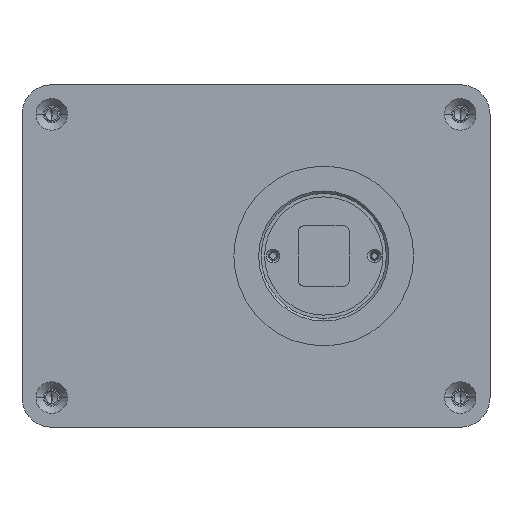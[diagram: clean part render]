
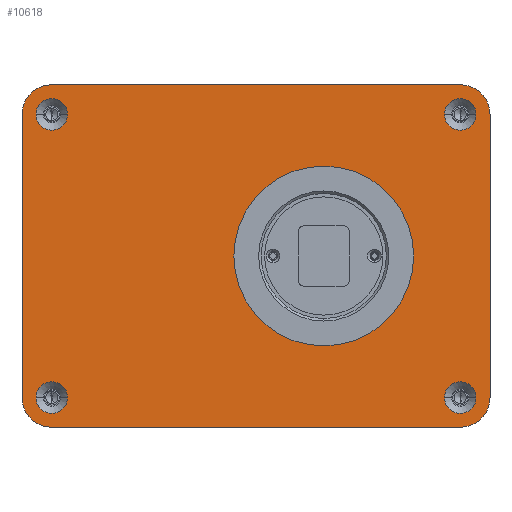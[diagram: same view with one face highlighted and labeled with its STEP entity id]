
A CAD part, left-side view. The second image highlights one B-rep face of the part: STEP entity #10618.
In plain terms, the highlighted planar face has unit normal (-1, 0, 0).
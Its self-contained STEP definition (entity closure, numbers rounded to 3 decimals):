
#2626=CARTESIAN_POINT('',(10.,0.,0.));
#2627=DIRECTION('',(1.,0.,0.));
#2628=DIRECTION('',(0.,-1.,0.));
#2629=AXIS2_PLACEMENT_3D('',#2626,#2627,#2628);
#2653=CARTESIAN_POINT('',(10.,-27.75,28.75));
#2654=DIRECTION('',(-1.,0.,0.));
#2655=DIRECTION('',(0.,-1.,0.));
#2656=AXIS2_PLACEMENT_3D('',#2653,#2654,#2655);
#2658=DIRECTION('',(0.,0.,1.));
#2659=VECTOR('',#2658,57.5);
#2660=CARTESIAN_POINT('',(10.,-33.75,-28.75));
#2661=LINE('',#2660,#2659);
#2662=CARTESIAN_POINT('',(10.,-27.75,-28.75));
#2663=DIRECTION('',(-1.,0.,0.));
#2664=DIRECTION('',(0.,0.,-1.));
#2665=AXIS2_PLACEMENT_3D('',#2662,#2663,#2664);
#2667=DIRECTION('',(0.,-1.,0.));
#2668=VECTOR('',#2667,83.);
#2669=CARTESIAN_POINT('',(10.,55.25,-34.75));
#2670=LINE('',#2669,#2668);
#2671=CARTESIAN_POINT('',(10.,55.25,-28.75));
#2672=DIRECTION('',(-1.,0.,0.));
#2673=DIRECTION('',(0.,1.,0.));
#2674=AXIS2_PLACEMENT_3D('',#2671,#2672,#2673);
#2676=DIRECTION('',(0.,0.,-1.));
#2677=VECTOR('',#2676,57.5);
#2678=CARTESIAN_POINT('',(10.,61.25,28.75));
#2679=LINE('',#2678,#2677);
#2680=CARTESIAN_POINT('',(10.,55.25,28.75));
#2681=DIRECTION('',(-1.,0.,0.));
#2682=DIRECTION('',(0.,0.,1.));
#2683=AXIS2_PLACEMENT_3D('',#2680,#2681,#2682);
#2685=DIRECTION('',(0.,1.,0.));
#2686=VECTOR('',#2685,83.);
#2687=CARTESIAN_POINT('',(10.,-27.75,34.75));
#2688=LINE('',#2687,#2686);
#2689=CARTESIAN_POINT('',(10.,55.2,-28.75));
#2690=DIRECTION('',(1.,0.,0.));
#2691=DIRECTION('',(0.,-1.,0.));
#2692=AXIS2_PLACEMENT_3D('',#2689,#2690,#2691);
#2694=CARTESIAN_POINT('',(10.,55.2,-28.75));
#2695=DIRECTION('',(1.,0.,0.));
#2696=DIRECTION('',(0.,1.,0.));
#2697=AXIS2_PLACEMENT_3D('',#2694,#2695,#2696);
#2699=CARTESIAN_POINT('',(10.,55.2,28.75));
#2700=DIRECTION('',(1.,0.,0.));
#2701=DIRECTION('',(0.,1.,0.));
#2702=AXIS2_PLACEMENT_3D('',#2699,#2700,#2701);
#2704=CARTESIAN_POINT('',(10.,55.2,28.75));
#2705=DIRECTION('',(1.,0.,0.));
#2706=DIRECTION('',(0.,-1.,0.));
#2707=AXIS2_PLACEMENT_3D('',#2704,#2705,#2706);
#2709=CARTESIAN_POINT('',(10.,-27.7,28.75));
#2710=DIRECTION('',(1.,0.,0.));
#2711=DIRECTION('',(0.,1.,0.));
#2712=AXIS2_PLACEMENT_3D('',#2709,#2710,#2711);
#2714=CARTESIAN_POINT('',(10.,-27.7,28.75));
#2715=DIRECTION('',(1.,0.,0.));
#2716=DIRECTION('',(0.,-1.,0.));
#2717=AXIS2_PLACEMENT_3D('',#2714,#2715,#2716);
#2719=CARTESIAN_POINT('',(10.,-27.7,-28.75));
#2720=DIRECTION('',(1.,0.,0.));
#2721=DIRECTION('',(0.,1.,0.));
#2722=AXIS2_PLACEMENT_3D('',#2719,#2720,#2721);
#2724=CARTESIAN_POINT('',(10.,-27.7,-28.75));
#2725=DIRECTION('',(1.,0.,0.));
#2726=DIRECTION('',(0.,-1.,0.));
#2727=AXIS2_PLACEMENT_3D('',#2724,#2725,#2726);
#2729=CARTESIAN_POINT('',(10.,0.,0.));
#2730=DIRECTION('',(1.,0.,0.));
#2731=DIRECTION('',(0.,1.,0.));
#2732=AXIS2_PLACEMENT_3D('',#2729,#2730,#2731);
#5123=CARTESIAN_POINT('',(10.,-18.25,0.));
#5124=CARTESIAN_POINT('',(10.,18.25,0.));
#5125=VERTEX_POINT('',#5123);
#5126=VERTEX_POINT('',#5124);
#5127=CARTESIAN_POINT('',(10.,-33.75,28.75));
#5128=CARTESIAN_POINT('',(10.,-27.75,34.75));
#5129=VERTEX_POINT('',#5127);
#5130=VERTEX_POINT('',#5128);
#5131=CARTESIAN_POINT('',(10.,-27.75,-34.75));
#5132=CARTESIAN_POINT('',(10.,-33.75,-28.75));
#5133=VERTEX_POINT('',#5131);
#5134=VERTEX_POINT('',#5132);
#5135=CARTESIAN_POINT('',(10.,61.25,-28.75));
#5136=CARTESIAN_POINT('',(10.,55.25,-34.75));
#5137=VERTEX_POINT('',#5135);
#5138=VERTEX_POINT('',#5136);
#5139=CARTESIAN_POINT('',(10.,55.25,34.75));
#5140=CARTESIAN_POINT('',(10.,61.25,28.75));
#5141=VERTEX_POINT('',#5139);
#5142=VERTEX_POINT('',#5140);
#5163=CARTESIAN_POINT('',(10.,52.,-28.75));
#5164=CARTESIAN_POINT('',(10.,58.4,-28.75));
#5165=VERTEX_POINT('',#5163);
#5166=VERTEX_POINT('',#5164);
#5183=CARTESIAN_POINT('',(10.,58.4,28.75));
#5184=CARTESIAN_POINT('',(10.,52.,28.75));
#5185=VERTEX_POINT('',#5183);
#5186=VERTEX_POINT('',#5184);
#5191=CARTESIAN_POINT('',(10.,-24.5,28.75));
#5192=CARTESIAN_POINT('',(10.,-30.9,28.75));
#5193=VERTEX_POINT('',#5191);
#5194=VERTEX_POINT('',#5192);
#5199=CARTESIAN_POINT('',(10.,-24.5,-28.75));
#5200=CARTESIAN_POINT('',(10.,-30.9,-28.75));
#5201=VERTEX_POINT('',#5199);
#5202=VERTEX_POINT('',#5200);
#10573=CARTESIAN_POINT('',(10.,0.,0.));
#10574=DIRECTION('',(-1.,0.,0.));
#10575=DIRECTION('',(0.,-1.,0.));
#10576=AXIS2_PLACEMENT_3D('',#10573,#10574,#10575);
#10577=PLANE('',#10576);
#10578=ORIENTED_EDGE('',*,*,#10175,.F.);
#10579=ORIENTED_EDGE('',*,*,#10044,.F.);
#10580=ORIENTED_EDGE('',*,*,#10029,.F.);
#10581=ORIENTED_EDGE('',*,*,#6740,.F.);
#10583=ORIENTED_EDGE('',*,*,#10582,.F.);
#10584=ORIENTED_EDGE('',*,*,#10336,.F.);
#10585=ORIENTED_EDGE('',*,*,#10321,.F.);
#10586=ORIENTED_EDGE('',*,*,#10190,.F.);
#10587=EDGE_LOOP('',(#10578,#10579,#10580,#10581,#10583,#10584,#10585,#10586));
#10588=FACE_OUTER_BOUND('',#10587,.F.);
#10589=ORIENTED_EDGE('',*,*,#10547,.F.);
#10591=ORIENTED_EDGE('',*,*,#10590,.F.);
#10592=EDGE_LOOP('',(#10589,#10591));
#10593=FACE_BOUND('',#10592,.F.);
#10595=ORIENTED_EDGE('',*,*,#10594,.F.);
#10597=ORIENTED_EDGE('',*,*,#10596,.F.);
#10598=EDGE_LOOP('',(#10595,#10597));
#10599=FACE_BOUND('',#10598,.F.);
#10601=ORIENTED_EDGE('',*,*,#10600,.F.);
#10603=ORIENTED_EDGE('',*,*,#10602,.F.);
#10604=EDGE_LOOP('',(#10601,#10603));
#10605=FACE_BOUND('',#10604,.F.);
#10607=ORIENTED_EDGE('',*,*,#10606,.F.);
#10609=ORIENTED_EDGE('',*,*,#10608,.F.);
#10610=EDGE_LOOP('',(#10607,#10609));
#10611=FACE_BOUND('',#10610,.F.);
#10613=ORIENTED_EDGE('',*,*,#10612,.F.);
#10615=ORIENTED_EDGE('',*,*,#10614,.F.);
#10616=EDGE_LOOP('',(#10613,#10615));
#10617=FACE_BOUND('',#10616,.F.);
#10618=ADVANCED_FACE('',(#10588,#10593,#10599,#10605,#10611,#10617),#10577,.T.);
#2630=CIRCLE('',#2629,18.25);
#2657=CIRCLE('',#2656,6.);
#2666=CIRCLE('',#2665,6.);
#2675=CIRCLE('',#2674,6.);
#2684=CIRCLE('',#2683,6.);
#2693=CIRCLE('',#2692,3.2);
#2698=CIRCLE('',#2697,3.2);
#2703=CIRCLE('',#2702,3.2);
#2708=CIRCLE('',#2707,3.2);
#2713=CIRCLE('',#2712,3.2);
#2718=CIRCLE('',#2717,3.2);
#2723=CIRCLE('',#2722,3.2);
#2728=CIRCLE('',#2727,3.2);
#2733=CIRCLE('',#2732,18.25);
#6740=EDGE_CURVE('',#5138,#5133,#2670,.T.);
#10029=EDGE_CURVE('',#5133,#5134,#2666,.T.);
#10044=EDGE_CURVE('',#5134,#5129,#2661,.T.);
#10175=EDGE_CURVE('',#5129,#5130,#2657,.T.);
#10190=EDGE_CURVE('',#5130,#5141,#2688,.T.);
#10321=EDGE_CURVE('',#5141,#5142,#2684,.T.);
#10336=EDGE_CURVE('',#5142,#5137,#2679,.T.);
#10547=EDGE_CURVE('',#5125,#5126,#2630,.T.);
#10582=EDGE_CURVE('',#5137,#5138,#2675,.T.);
#10590=EDGE_CURVE('',#5126,#5125,#2733,.T.);
#10594=EDGE_CURVE('',#5165,#5166,#2693,.T.);
#10596=EDGE_CURVE('',#5166,#5165,#2698,.T.);
#10600=EDGE_CURVE('',#5185,#5186,#2703,.T.);
#10602=EDGE_CURVE('',#5186,#5185,#2708,.T.);
#10606=EDGE_CURVE('',#5193,#5194,#2713,.T.);
#10608=EDGE_CURVE('',#5194,#5193,#2718,.T.);
#10612=EDGE_CURVE('',#5201,#5202,#2723,.T.);
#10614=EDGE_CURVE('',#5202,#5201,#2728,.T.);
